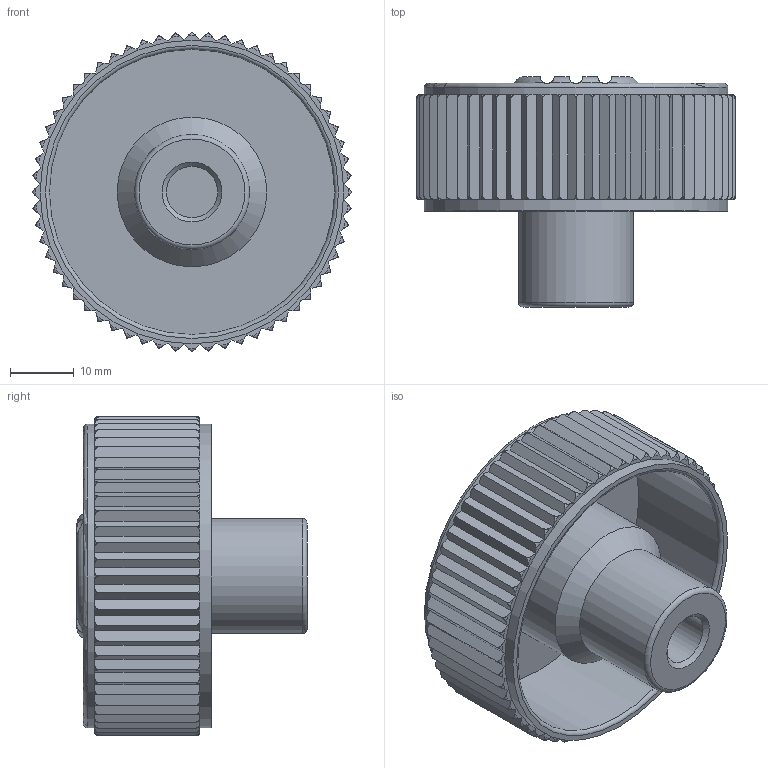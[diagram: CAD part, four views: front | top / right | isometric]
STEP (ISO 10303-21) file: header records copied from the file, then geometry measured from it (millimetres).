
FILE_DESCRIPTION( ( 'STEP AP214' ), '1' );
FILE_NAME( 'K0260.42086.stp', '2020-11-26T16:26:06', ( '' ), ( '' ), ' ', 'PARTsolutions', ' ' );
FILE_SCHEMA( ( 'AUTOMOTIVE_DESIGN { 1 0 10303 214 1 1 1 1 }' ) );
Length unit declared in the file: millimetre
Products named in the file (1): _K0260.42086
Bounding box: 50 x 35.99 x 50 mm (x, y, z)
Volume: 15469.7 mm3; surface area: 13856 mm2
Topology: 1 solids, 1 shells, 282 faces, 813 edges, 540 vertices
Faces by surface type: plane 138, torus 129, cylinder 11, cone 4
Full cylindrical faces by diameter (mm): 8 x1, 12.6 x1, 18 x2, 23.4 x1, 44.6 x1, 47.48 x2
Entity records: 13252 total; most frequent: CARTESIAN_POINT 4005, ORIENTED_EDGE 1590, DIRECTION 1262, EDGE_CURVE 795, VERTEX_POINT 537, AXIS2_PLACEMENT_3D 442, LINE 378, VECTOR 378
